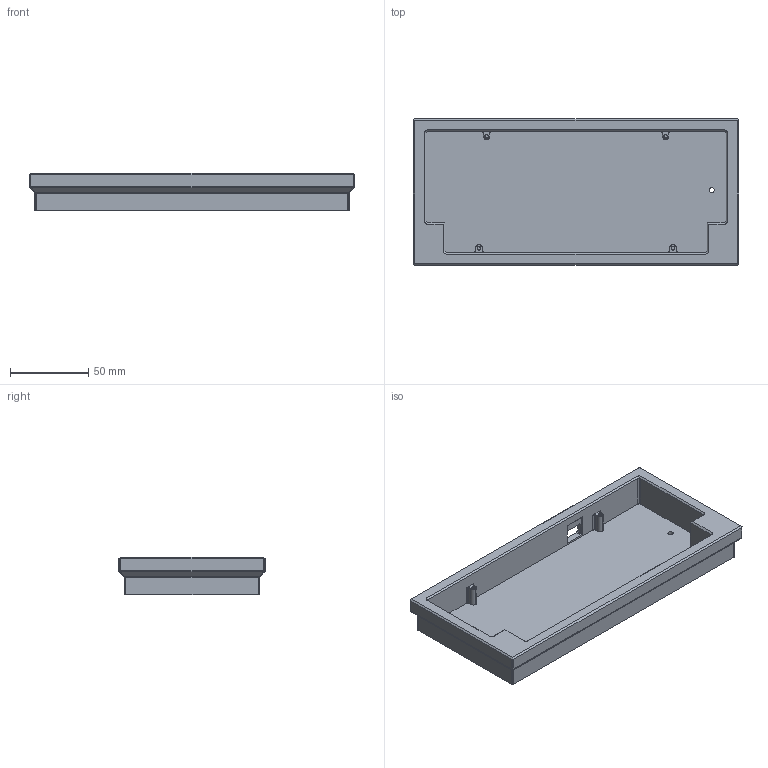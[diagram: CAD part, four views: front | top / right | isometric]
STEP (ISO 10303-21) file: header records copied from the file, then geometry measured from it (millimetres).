
FILE_DESCRIPTION (( 'STEP AP203' ), '1' );
FILE_NAME ('_33_Case_Flat.STEP', '2022-04-18T18:56:40', ( '' ), ( '' ), 'SwSTEP 2.0', 'SolidWorks 2021', '' );
FILE_SCHEMA (( 'CONFIG_CONTROL_DESIGN' ));
Length unit declared in the file: millimetre
Products named in the file (1): _33_Case_Flat
Bounding box: 207.55 x 93.25 x 24.08 mm (x, y, z)
Volume: 135239.1 mm3; surface area: 68076.4 mm2
Topology: 2 solids, 2 shells, 303 faces, 799 edges, 501 vertices
Faces by surface type: cylinder 137, plane 108, cone 36, bspline 18, sphere 4
Entity records: 10139 total; most frequent: CARTESIAN_POINT 2614, ORIENTED_EDGE 1590, DIRECTION 1539, EDGE_CURVE 795, AXIS2_PLACEMENT_3D 549, VERTEX_POINT 501, LINE 441, VECTOR 441
